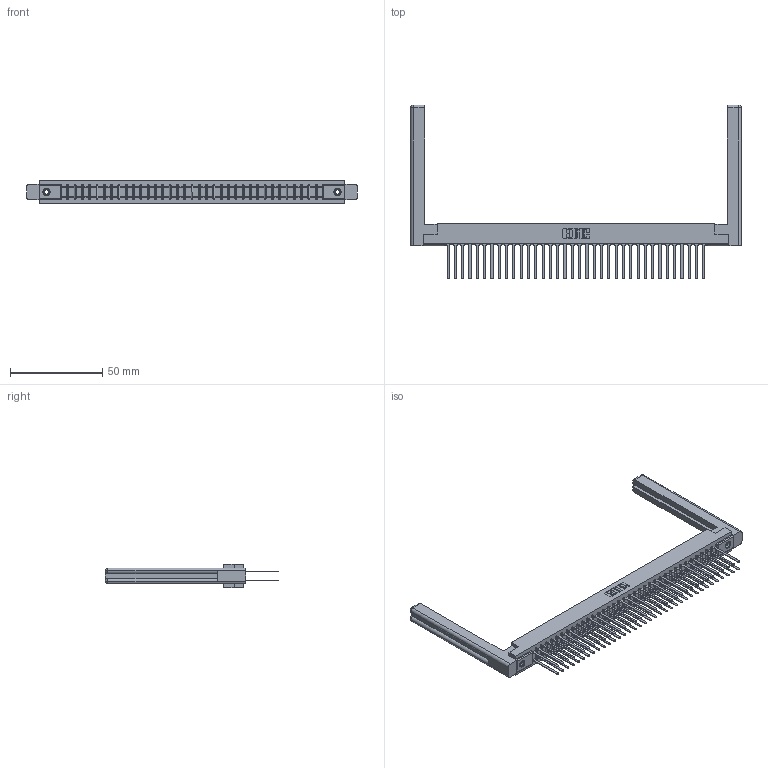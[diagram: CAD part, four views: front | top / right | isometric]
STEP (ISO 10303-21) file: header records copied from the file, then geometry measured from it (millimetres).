
FILE_DESCRIPTION (( 'STEP AP203' ), '1' );
FILE_NAME ('357-072-440-258.STEP', '2020-10-04T19:46:27', ( '' ), ( '' ), 'SwSTEP 2.0', 'SolidWorks 2020', '' );
FILE_SCHEMA (( 'CONFIG_CONTROL_DESIGN' ));
Length unit declared in the file: inch
Products named in the file (5): 307-220-058; 307 Part_.156 Dia Mounting Holes; 357-072-440-258; 307-290-001_540; 345-250-001_345-250-001-102
Assembly tree (77 placements, depth 2):
  357-072-440-258
    307 Part_.156 Dia Mounting Holes
    307-290-001_540  x72
    307-220-058  x2
    345-250-001_345-250-001-102  x2
Bounding box: 179.27 x 94.31 x 12.7 mm (x, y, z)
Volume: 26552.5 mm3; surface area: 30939.2 mm2
Topology: 77 solids, 77 shells, 3609 faces, 10037 edges, 6482 vertices
Faces by surface type: plane 2386, cylinder 1125, sphere 74, torus 12, cone 12
Entity records: 35355 total; most frequent: CARTESIAN_POINT 5803, ORIENTED_EDGE 5692, DIRECTION 5644, EDGE_CURVE 2846, LINE 2178, VECTOR 2178, VERTEX_POINT 1838, AXIS2_PLACEMENT_3D 1733
